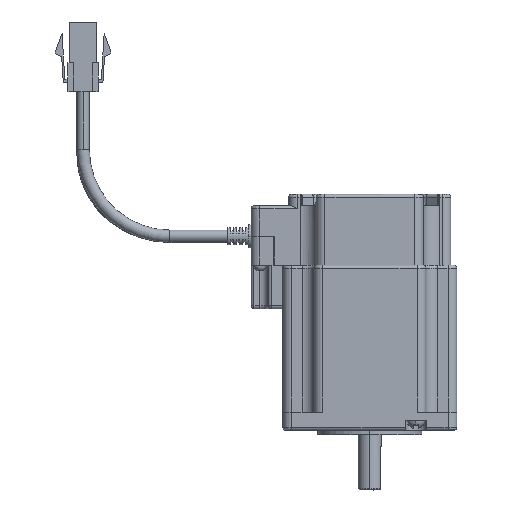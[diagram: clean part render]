
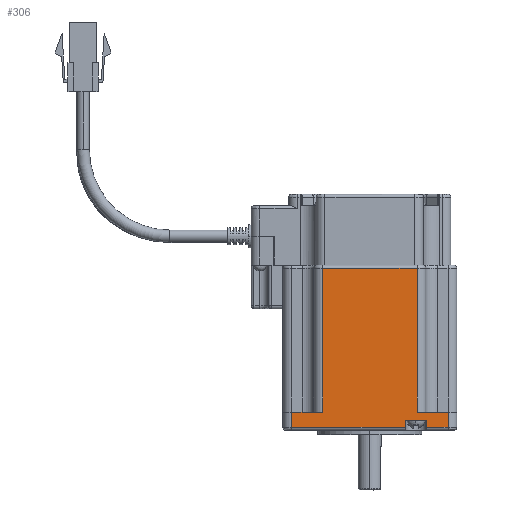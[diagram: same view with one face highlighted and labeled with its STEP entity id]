
A CAD part, left-side view. The second image highlights one B-rep face of the part: STEP entity #306.
In plain terms, the highlighted face is planar.
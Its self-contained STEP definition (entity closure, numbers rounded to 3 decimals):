
#306 = ADVANCED_FACE ( 'NONE', ( #11612 ), #10503, .T. ) ;
#2414 = VERTEX_POINT ( 'NONE', #22566 ) ;
#2427 = VERTEX_POINT ( 'NONE', #22579 ) ;
#2457 = VERTEX_POINT ( 'NONE', #22609 ) ;
#2463 = VERTEX_POINT ( 'NONE', #22615 ) ;
#2467 = VERTEX_POINT ( 'NONE', #22619 ) ;
#2469 = VERTEX_POINT ( 'NONE', #22621 ) ;
#2470 = VERTEX_POINT ( 'NONE', #22622 ) ;
#2471 = VERTEX_POINT ( 'NONE', #22623 ) ;
#2472 = VERTEX_POINT ( 'NONE', #22624 ) ;
#2478 = VERTEX_POINT ( 'NONE', #22630 ) ;
#2498 = VERTEX_POINT ( 'NONE', #22650 ) ;
#2501 = VERTEX_POINT ( 'NONE', #22653 ) ;
#3383 = EDGE_CURVE ( 'NONE', #2457, #2463, #23151, .T. ) ;
#3392 = EDGE_CURVE ( 'NONE', #2463, #2414, #23177, .T. ) ;
#3394 = EDGE_CURVE ( 'NONE', #2414, #2471, #23181, .T. ) ;
#3395 = EDGE_CURVE ( 'NONE', #2471, #2469, #23182, .T. ) ;
#3398 = EDGE_CURVE ( 'NONE', #2469, #2467, #23188, .T. ) ;
#3400 = EDGE_CURVE ( 'NONE', #2467, #2470, #23195, .T. ) ;
#3401 = EDGE_CURVE ( 'NONE', #2470, #2427, #23197, .T. ) ;
#3403 = EDGE_CURVE ( 'NONE', #2427, #2472, #23170, .T. ) ;
#3411 = EDGE_CURVE ( 'NONE', #2472, #2478, #23214, .T. ) ;
#3447 = EDGE_CURVE ( 'NONE', #2501, #2457, #23306, .T. ) ;
#3449 = EDGE_CURVE ( 'NONE', #2498, #2478, #23310, .T. ) ;
#3450 = EDGE_CURVE ( 'NONE', #2501, #2498, #23315, .T. ) ;
#7424 = ORIENTED_EDGE ( 'NONE', *, *, #3411, .T. ) ;
#7425 = ORIENTED_EDGE ( 'NONE', *, *, #3449, .F. ) ;
#7426 = ORIENTED_EDGE ( 'NONE', *, *, #3450, .F. ) ;
#7427 = ORIENTED_EDGE ( 'NONE', *, *, #3447, .T. ) ;
#7428 = ORIENTED_EDGE ( 'NONE', *, *, #3383, .T. ) ;
#7429 = ORIENTED_EDGE ( 'NONE', *, *, #3392, .T. ) ;
#7430 = ORIENTED_EDGE ( 'NONE', *, *, #3394, .T. ) ;
#7431 = ORIENTED_EDGE ( 'NONE', *, *, #3395, .T. ) ;
#7432 = ORIENTED_EDGE ( 'NONE', *, *, #3398, .T. ) ;
#7433 = ORIENTED_EDGE ( 'NONE', *, *, #3400, .T. ) ;
#7434 = ORIENTED_EDGE ( 'NONE', *, *, #3401, .T. ) ;
#7435 = ORIENTED_EDGE ( 'NONE', *, *, #3403, .T. ) ;
#9824 = DIRECTION ( 'NONE',  ( 1., 0., 0. ) ) ;
#9944 = EDGE_LOOP ( 'NONE', ( #7424, #7425, #7426, #7427, #7428, #7429, #7430, #7431, #7432, #7433, #7434, #7435 ) ) ;
#10383 = DIRECTION ( 'NONE',  ( 0., 1., 0. ) ) ;
#10503 = PLANE ( 'NONE',  #12605 ) ;
#10532 = CARTESIAN_POINT ( 'NONE',  ( 92.176, 55.692, -212. ) ) ;
#11612 = FACE_OUTER_BOUND ( 'NONE', #9944, .T. ) ;
#12605 = AXIS2_PLACEMENT_3D ( 'NONE', #10532, #9824, #10383 ) ;
#22566 = CARTESIAN_POINT ( 'NONE',  ( 92.176, 58.692, -211. ) ) ;
#22579 = CARTESIAN_POINT ( 'NONE',  ( 92.176, 112.692, -211. ) ) ;
#22609 = CARTESIAN_POINT ( 'NONE',  ( 92.176, 69.392, -205.7 ) ) ;
#22615 = CARTESIAN_POINT ( 'NONE',  ( 92.176, 58.692, -205.7 ) ) ;
#22619 = CARTESIAN_POINT ( 'NONE',  ( 92.176, 105.292, -208.5 ) ) ;
#22621 = CARTESIAN_POINT ( 'NONE',  ( 92.176, 97.892, -208.5 ) ) ;
#22622 = CARTESIAN_POINT ( 'NONE',  ( 92.176, 105.292, -211. ) ) ;
#22623 = CARTESIAN_POINT ( 'NONE',  ( 92.176, 97.892, -211. ) ) ;
#22624 = CARTESIAN_POINT ( 'NONE',  ( 92.176, 112.692, -205.7 ) ) ;
#22630 = CARTESIAN_POINT ( 'NONE',  ( 92.176, 101.992, -205.7 ) ) ;
#22650 = CARTESIAN_POINT ( 'NONE',  ( 92.176, 101.992, -156. ) ) ;
#22653 = CARTESIAN_POINT ( 'NONE',  ( 92.176, 69.392, -156. ) ) ;
#23151 = LINE ( 'NONE', #24487, #23157 ) ;
#23157 = VECTOR ( 'NONE', #24489, 1000. ) ;
#23170 = LINE ( 'NONE', #24533, #23205 ) ;
#23177 = LINE ( 'NONE', #24511, #23180 ) ;
#23180 = VECTOR ( 'NONE', #24512, 1000. ) ;
#23181 = LINE ( 'NONE', #24506, #23183 ) ;
#23182 = LINE ( 'NONE', #24518, #23185 ) ;
#23183 = VECTOR ( 'NONE', #24507, 1000. ) ;
#23185 = VECTOR ( 'NONE', #24519, 1000. ) ;
#23188 = LINE ( 'NONE', #24524, #23193 ) ;
#23193 = VECTOR ( 'NONE', #24525, 1000. ) ;
#23195 = LINE ( 'NONE', #24513, #23199 ) ;
#23197 = LINE ( 'NONE', #24530, #23202 ) ;
#23199 = VECTOR ( 'NONE', #24514, 1000. ) ;
#23202 = VECTOR ( 'NONE', #24531, 1000. ) ;
#23205 = VECTOR ( 'NONE', #24526, 1000. ) ;
#23214 = LINE ( 'NONE', #24553, #23219 ) ;
#23219 = VECTOR ( 'NONE', #24551, 1000. ) ;
#23306 = LINE ( 'NONE', #24629, #23313 ) ;
#23310 = LINE ( 'NONE', #24639, #23316 ) ;
#23313 = VECTOR ( 'NONE', #24637, 1000. ) ;
#23315 = LINE ( 'NONE', #24644, #23319 ) ;
#23316 = VECTOR ( 'NONE', #24635, 1000. ) ;
#23319 = VECTOR ( 'NONE', #24646, 1000. ) ;
#24487 = CARTESIAN_POINT ( 'NONE',  ( 92.176, 85.692, -205.7 ) ) ;
#24489 = DIRECTION ( 'NONE',  ( 0., -1., 0. ) ) ;
#24506 = CARTESIAN_POINT ( 'NONE',  ( 92.176, 85.692, -211. ) ) ;
#24507 = DIRECTION ( 'NONE',  ( 0., 1., 0. ) ) ;
#24511 = CARTESIAN_POINT ( 'NONE',  ( 92.176, 58.692, -183.5 ) ) ;
#24512 = DIRECTION ( 'NONE',  ( 0., 0., -1. ) ) ;
#24513 = CARTESIAN_POINT ( 'NONE',  ( 92.176, 105.292, -183.5 ) ) ;
#24514 = DIRECTION ( 'NONE',  ( 0., 0., -1. ) ) ;
#24518 = CARTESIAN_POINT ( 'NONE',  ( 92.176, 97.892, -183.5 ) ) ;
#24519 = DIRECTION ( 'NONE',  ( 0., 0., 1. ) ) ;
#24524 = CARTESIAN_POINT ( 'NONE',  ( 92.176, 85.692, -208.5 ) ) ;
#24525 = DIRECTION ( 'NONE',  ( 0., 1., 0. ) ) ;
#24526 = DIRECTION ( 'NONE',  ( 0., 0., 1. ) ) ;
#24530 = CARTESIAN_POINT ( 'NONE',  ( 92.176, 85.692, -211. ) ) ;
#24531 = DIRECTION ( 'NONE',  ( 0., 1., 0. ) ) ;
#24533 = CARTESIAN_POINT ( 'NONE',  ( 92.176, 112.692, -183.5 ) ) ;
#24551 = DIRECTION ( 'NONE',  ( 0., -1., 0. ) ) ;
#24553 = CARTESIAN_POINT ( 'NONE',  ( 92.176, 85.692, -205.7 ) ) ;
#24629 = CARTESIAN_POINT ( 'NONE',  ( 92.176, 69.392, -183.5 ) ) ;
#24635 = DIRECTION ( 'NONE',  ( 0., 0., -1. ) ) ;
#24637 = DIRECTION ( 'NONE',  ( 0., 0., -1. ) ) ;
#24639 = CARTESIAN_POINT ( 'NONE',  ( 92.176, 101.992, -180.35 ) ) ;
#24644 = CARTESIAN_POINT ( 'NONE',  ( 92.176, 85.692, -156. ) ) ;
#24646 = DIRECTION ( 'NONE',  ( 0., 1., 0. ) ) ;
